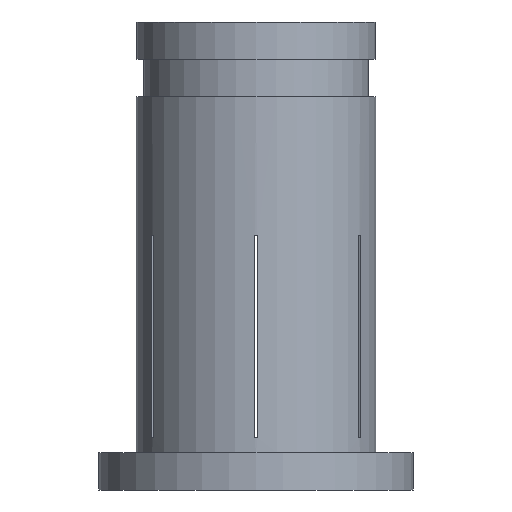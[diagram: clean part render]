
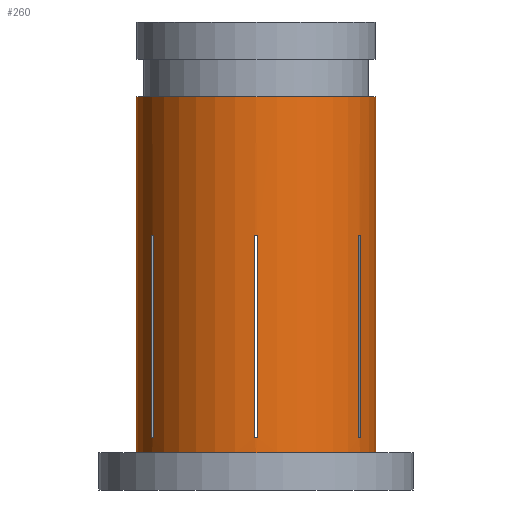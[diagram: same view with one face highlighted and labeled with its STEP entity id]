
A CAD part, front view. The second image highlights one B-rep face of the part: STEP entity #260.
In plain terms, the highlighted cylindrical face has radius 16 mm (diameter 32 mm), a partial arc.
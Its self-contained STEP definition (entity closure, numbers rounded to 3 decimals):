
#8 = CYLINDRICAL_SURFACE ( 'NONE', #1056, 16. ) ;
#9 = DIRECTION ( 'NONE',  ( 0., 0., 1. ) ) ;
#16 = CARTESIAN_POINT ( 'NONE',  ( 0., 0., -57.5 ) ) ;
#26 = DIRECTION ( 'NONE',  ( 0., 0., 1. ) ) ;
#31 = EDGE_CURVE ( 'NONE', #1774, #592, #1085, .T. ) ;
#33 = DIRECTION ( 'NONE',  ( -1., 0., 0. ) ) ;
#47 = AXIS2_PLACEMENT_3D ( 'NONE', #16, #1133, #1780 ) ;
#64 = CIRCLE ( 'NONE', #581, 16. ) ;
#67 = EDGE_CURVE ( 'NONE', #250, #1092, #1064, .T. ) ;
#73 = EDGE_CURVE ( 'NONE', #427, #592, #1317, .T. ) ;
#74 = DIRECTION ( 'NONE',  ( 1., 0., 0. ) ) ;
#146 = VERTEX_POINT ( 'NONE', #1800 ) ;
#154 = CARTESIAN_POINT ( 'NONE',  ( -13.755, -8.173, -55.5 ) ) ;
#160 = DIRECTION ( 'NONE',  ( 0., 0., -1. ) ) ;
#161 = EDGE_LOOP ( 'NONE', ( #1052, #821, #1587, #1172 ) ) ;
#164 = CARTESIAN_POINT ( 'NONE',  ( 0., 0., -28.5 ) ) ;
#186 = DIRECTION ( 'NONE',  ( 0., 0., -1. ) ) ;
#211 = CARTESIAN_POINT ( 'NONE',  ( -16., 0., 0. ) ) ;
#227 = DIRECTION ( 'NONE',  ( 0., 0., 1. ) ) ;
#237 = CARTESIAN_POINT ( 'NONE',  ( 0., 0., -55.5 ) ) ;
#250 = VERTEX_POINT ( 'NONE', #928 ) ;
#260 = ADVANCED_FACE ( 'NONE', ( #1662, #1519, #713, #815 ), #8, .T. ) ;
#271 = VERTEX_POINT ( 'NONE', #331 ) ;
#272 = EDGE_CURVE ( 'NONE', #1352, #1504, #285, .T. ) ;
#279 = AXIS2_PLACEMENT_3D ( 'NONE', #237, #404, #1518 ) ;
#285 = CIRCLE ( 'NONE', #468, 16. ) ;
#317 = DIRECTION ( 'NONE',  ( 0., 0., -1. ) ) ;
#331 = CARTESIAN_POINT ( 'NONE',  ( 13.955, -7.826, -28.5 ) ) ;
#332 = DIRECTION ( 'NONE',  ( 0., 0., -1. ) ) ;
#333 = CARTESIAN_POINT ( 'NONE',  ( -13.955, -7.826, -55.5 ) ) ;
#339 = VECTOR ( 'NONE', #1947, 1000. ) ;
#365 = CIRCLE ( 'NONE', #763, 16. ) ;
#389 = EDGE_CURVE ( 'NONE', #271, #1352, #1863, .T. ) ;
#394 = EDGE_CURVE ( 'NONE', #1774, #1738, #64, .T. ) ;
#404 = DIRECTION ( 'NONE',  ( 0., 0., -1. ) ) ;
#408 = DIRECTION ( 'NONE',  ( 0., 0., -1. ) ) ;
#427 = VERTEX_POINT ( 'NONE', #1459 ) ;
#430 = EDGE_CURVE ( 'NONE', #1990, #547, #1560, .T. ) ;
#464 = DIRECTION ( 'NONE',  ( -1., 0., 0. ) ) ;
#468 = AXIS2_PLACEMENT_3D ( 'NONE', #631, #317, #464 ) ;
#477 = CARTESIAN_POINT ( 'NONE',  ( -13.755, -8.173, 0. ) ) ;
#487 = DIRECTION ( 'NONE',  ( 1., 0., 0. ) ) ;
#508 = CARTESIAN_POINT ( 'NONE',  ( 13.755, -8.173, 0. ) ) ;
#514 = LINE ( 'NONE', #1125, #1226 ) ;
#518 = ORIENTED_EDGE ( 'NONE', *, *, #73, .T. ) ;
#522 = CARTESIAN_POINT ( 'NONE',  ( 0., 0., -28.5 ) ) ;
#527 = EDGE_CURVE ( 'NONE', #1300, #1070, #365, .T. ) ;
#547 = VERTEX_POINT ( 'NONE', #557 ) ;
#557 = CARTESIAN_POINT ( 'NONE',  ( 16., 0., -57.5 ) ) ;
#581 = AXIS2_PLACEMENT_3D ( 'NONE', #522, #26, #1311 ) ;
#591 = VECTOR ( 'NONE', #1654, 1000. ) ;
#592 = VERTEX_POINT ( 'NONE', #2013 ) ;
#628 = DIRECTION ( 'NONE',  ( 0., 0., 1. ) ) ;
#631 = CARTESIAN_POINT ( 'NONE',  ( 0., 0., -55.5 ) ) ;
#713 = FACE_BOUND ( 'NONE', #161, .T. ) ;
#727 = ORIENTED_EDGE ( 'NONE', *, *, #527, .F. ) ;
#763 = AXIS2_PLACEMENT_3D ( 'NONE', #1658, #227, #74 ) ;
#773 = VECTOR ( 'NONE', #408, 1000. ) ;
#809 = CARTESIAN_POINT ( 'NONE',  ( -16., 0., -57.5 ) ) ;
#815 = FACE_BOUND ( 'NONE', #925, .T. ) ;
#821 = ORIENTED_EDGE ( 'NONE', *, *, #67, .T. ) ;
#838 = CARTESIAN_POINT ( 'NONE',  ( 16., 0., -10. ) ) ;
#925 = EDGE_LOOP ( 'NONE', ( #2016, #1827, #1507, #518 ) ) ;
#926 = EDGE_CURVE ( 'NONE', #547, #1070, #514, .T. ) ;
#928 = CARTESIAN_POINT ( 'NONE',  ( -13.955, -7.826, -28.5 ) ) ;
#931 = EDGE_LOOP ( 'NONE', ( #1713, #1454, #1641, #727 ) ) ;
#933 = DIRECTION ( 'NONE',  ( 1., 0., 0. ) ) ;
#947 = ORIENTED_EDGE ( 'NONE', *, *, #1940, .F. ) ;
#953 = CARTESIAN_POINT ( 'NONE',  ( 13.955, -7.826, -55.5 ) ) ;
#955 = VERTEX_POINT ( 'NONE', #154 ) ;
#956 = CARTESIAN_POINT ( 'NONE',  ( 0., 0., -28.5 ) ) ;
#964 = LINE ( 'NONE', #508, #591 ) ;
#999 = CARTESIAN_POINT ( 'NONE',  ( 0.2, -15.999, -28.5 ) ) ;
#1043 = CARTESIAN_POINT ( 'NONE',  ( -13.955, -7.826, 0. ) ) ;
#1052 = ORIENTED_EDGE ( 'NONE', *, *, #1099, .F. ) ;
#1056 = AXIS2_PLACEMENT_3D ( 'NONE', #1283, #1100, #933 ) ;
#1064 = CIRCLE ( 'NONE', #1554, 16. ) ;
#1070 = VERTEX_POINT ( 'NONE', #838 ) ;
#1085 = LINE ( 'NONE', #1301, #1375 ) ;
#1092 = VERTEX_POINT ( 'NONE', #1655 ) ;
#1099 = EDGE_CURVE ( 'NONE', #250, #1820, #1113, .T. ) ;
#1100 = DIRECTION ( 'NONE',  ( 0., 0., 1. ) ) ;
#1113 = LINE ( 'NONE', #1043, #773 ) ;
#1125 = CARTESIAN_POINT ( 'NONE',  ( 16., 0., 0. ) ) ;
#1133 = DIRECTION ( 'NONE',  ( 0., 0., 1. ) ) ;
#1172 = ORIENTED_EDGE ( 'NONE', *, *, #1417, .T. ) ;
#1173 = LINE ( 'NONE', #1916, #1405 ) ;
#1226 = VECTOR ( 'NONE', #628, 1000. ) ;
#1282 = DIRECTION ( 'NONE',  ( 1., 0., 0. ) ) ;
#1283 = CARTESIAN_POINT ( 'NONE',  ( 0., 0., 0. ) ) ;
#1300 = VERTEX_POINT ( 'NONE', #1925 ) ;
#1301 = CARTESIAN_POINT ( 'NONE',  ( -0.2, -15.999, 0. ) ) ;
#1311 = DIRECTION ( 'NONE',  ( 1., 0., 0. ) ) ;
#1315 = DIRECTION ( 'NONE',  ( 0., 0., 1. ) ) ;
#1317 = CIRCLE ( 'NONE', #1537, 16. ) ;
#1352 = VERTEX_POINT ( 'NONE', #953 ) ;
#1355 = EDGE_LOOP ( 'NONE', ( #1741, #2044, #1444, #947 ) ) ;
#1375 = VECTOR ( 'NONE', #332, 1000. ) ;
#1385 = CIRCLE ( 'NONE', #279, 16. ) ;
#1405 = VECTOR ( 'NONE', #1614, 1000. ) ;
#1417 = EDGE_CURVE ( 'NONE', #955, #1820, #1385, .T. ) ;
#1444 = ORIENTED_EDGE ( 'NONE', *, *, #272, .T. ) ;
#1454 = ORIENTED_EDGE ( 'NONE', *, *, #430, .T. ) ;
#1459 = CARTESIAN_POINT ( 'NONE',  ( 0.2, -15.999, -55.5 ) ) ;
#1480 = CARTESIAN_POINT ( 'NONE',  ( 13.955, -7.826, 0. ) ) ;
#1499 = VECTOR ( 'NONE', #186, 1000. ) ;
#1504 = VERTEX_POINT ( 'NONE', #1674 ) ;
#1507 = ORIENTED_EDGE ( 'NONE', *, *, #1899, .T. ) ;
#1518 = DIRECTION ( 'NONE',  ( -1., 0., 0. ) ) ;
#1519 = FACE_BOUND ( 'NONE', #1355, .T. ) ;
#1537 = AXIS2_PLACEMENT_3D ( 'NONE', #1946, #160, #33 ) ;
#1554 = AXIS2_PLACEMENT_3D ( 'NONE', #956, #9, #487 ) ;
#1560 = CIRCLE ( 'NONE', #47, 16. ) ;
#1587 = ORIENTED_EDGE ( 'NONE', *, *, #1910, .T. ) ;
#1588 = LINE ( 'NONE', #211, #1715 ) ;
#1614 = DIRECTION ( 'NONE',  ( 0., 0., -1. ) ) ;
#1641 = ORIENTED_EDGE ( 'NONE', *, *, #926, .T. ) ;
#1654 = DIRECTION ( 'NONE',  ( 0., 0., -1. ) ) ;
#1655 = CARTESIAN_POINT ( 'NONE',  ( -13.755, -8.173, -28.5 ) ) ;
#1658 = CARTESIAN_POINT ( 'NONE',  ( 0., 0., -10. ) ) ;
#1662 = FACE_OUTER_BOUND ( 'NONE', #931, .T. ) ;
#1674 = CARTESIAN_POINT ( 'NONE',  ( 13.755, -8.173, -55.5 ) ) ;
#1713 = ORIENTED_EDGE ( 'NONE', *, *, #1971, .F. ) ;
#1715 = VECTOR ( 'NONE', #1986, 1000. ) ;
#1738 = VERTEX_POINT ( 'NONE', #999 ) ;
#1741 = ORIENTED_EDGE ( 'NONE', *, *, #2056, .T. ) ;
#1774 = VERTEX_POINT ( 'NONE', #1835 ) ;
#1780 = DIRECTION ( 'NONE',  ( 1., 0., 0. ) ) ;
#1800 = CARTESIAN_POINT ( 'NONE',  ( 13.755, -8.173, -28.5 ) ) ;
#1820 = VERTEX_POINT ( 'NONE', #333 ) ;
#1827 = ORIENTED_EDGE ( 'NONE', *, *, #394, .T. ) ;
#1835 = CARTESIAN_POINT ( 'NONE',  ( -0.2, -15.999, -28.5 ) ) ;
#1863 = LINE ( 'NONE', #1480, #1499 ) ;
#1887 = LINE ( 'NONE', #477, #339 ) ;
#1899 = EDGE_CURVE ( 'NONE', #1738, #427, #1173, .T. ) ;
#1910 = EDGE_CURVE ( 'NONE', #1092, #955, #1887, .T. ) ;
#1916 = CARTESIAN_POINT ( 'NONE',  ( 0.2, -15.999, 0. ) ) ;
#1925 = CARTESIAN_POINT ( 'NONE',  ( -16., 0., -10. ) ) ;
#1935 = AXIS2_PLACEMENT_3D ( 'NONE', #164, #1315, #1282 ) ;
#1940 = EDGE_CURVE ( 'NONE', #146, #1504, #964, .T. ) ;
#1946 = CARTESIAN_POINT ( 'NONE',  ( 0., 0., -55.5 ) ) ;
#1947 = DIRECTION ( 'NONE',  ( 0., 0., -1. ) ) ;
#1971 = EDGE_CURVE ( 'NONE', #1990, #1300, #1588, .T. ) ;
#1986 = DIRECTION ( 'NONE',  ( 0., 0., 1. ) ) ;
#1990 = VERTEX_POINT ( 'NONE', #809 ) ;
#2013 = CARTESIAN_POINT ( 'NONE',  ( -0.2, -15.999, -55.5 ) ) ;
#2016 = ORIENTED_EDGE ( 'NONE', *, *, #31, .F. ) ;
#2044 = ORIENTED_EDGE ( 'NONE', *, *, #389, .T. ) ;
#2056 = EDGE_CURVE ( 'NONE', #146, #271, #2064, .T. ) ;
#2064 = CIRCLE ( 'NONE', #1935, 16. ) ;
